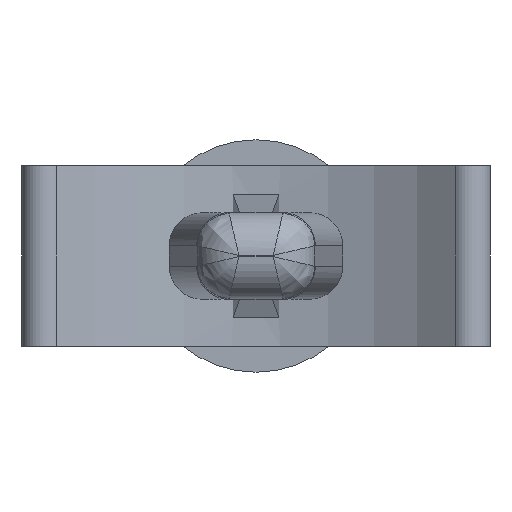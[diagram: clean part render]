
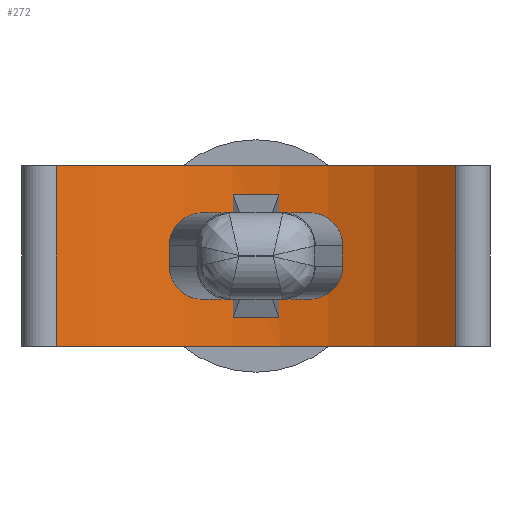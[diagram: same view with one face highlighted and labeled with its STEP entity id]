
A CAD part, front view. The second image highlights one B-rep face of the part: STEP entity #272.
In plain terms, the highlighted cylindrical face has radius 9.14 mm (diameter 18.28 mm), a partial arc.
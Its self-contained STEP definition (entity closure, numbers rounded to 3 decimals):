
#272 = ADVANCED_FACE( '', ( #616, #617 ), #618, .F. );
#616 = FACE_OUTER_BOUND( '', #1297, .T. );
#617 = FACE_BOUND( '', #1298, .T. );
#618 = CYLINDRICAL_SURFACE( '', #1299, 9.14 );
#1297 = EDGE_LOOP( '', ( #2677, #2678, #2679, #2680 ) );
#1298 = EDGE_LOOP( '', ( #2681, #2682, #2683, #2684 ) );
#1299 = AXIS2_PLACEMENT_3D( '', #2685, #2686, #2687 );
#2677 = ORIENTED_EDGE( '', *, *, #3342, .T. );
#2678 = ORIENTED_EDGE( '', *, *, #3611, .F. );
#2679 = ORIENTED_EDGE( '', *, *, #3606, .F. );
#2680 = ORIENTED_EDGE( '', *, *, #3612, .T. );
#2681 = ORIENTED_EDGE( '', *, *, #3613, .T. );
#2682 = ORIENTED_EDGE( '', *, *, #3614, .T. );
#2683 = ORIENTED_EDGE( '', *, *, #3510, .T. );
#2684 = ORIENTED_EDGE( '', *, *, #3455, .T. );
#2685 = CARTESIAN_POINT( '', ( 0., -12.315, 2.75 ) );
#2686 = DIRECTION( '', ( 0., 0., 1. ) );
#2687 = DIRECTION( '', ( -1., 0., 0. ) );
#3342 = EDGE_CURVE( '', #3818, #3816, #3819, .T. );
#3455 = EDGE_CURVE( '', #4012, #4013, #4014, .F. );
#3510 = EDGE_CURVE( '', #4098, #4012, #4099, .T. );
#3606 = EDGE_CURVE( '', #4236, #4238, #4239, .T. );
#3611 = EDGE_CURVE( '', #4238, #3816, #4246, .T. );
#3612 = EDGE_CURVE( '', #4236, #3818, #4247, .T. );
#3613 = EDGE_CURVE( '', #4013, #4248, #4249, .T. );
#3614 = EDGE_CURVE( '', #4248, #4098, #4250, .T. );
#3816 = VERTEX_POINT( '', #4493 );
#3818 = VERTEX_POINT( '', #4495 );
#3819 = CIRCLE( '', #4496, 9.14 );
#4012 = VERTEX_POINT( '', #4753 );
#4013 = VERTEX_POINT( '', #4754 );
#4014 = LINE( '', #4755, #4756 );
#4098 = VERTEX_POINT( '', #4868 );
#4099 = CIRCLE( '', #4869, 9.14 );
#4236 = VERTEX_POINT( '', #5057 );
#4238 = VERTEX_POINT( '', #5059 );
#4239 = CIRCLE( '', #5060, 9.14 );
#4246 = LINE( '', #5068, #5069 );
#4247 = LINE( '', #5070, #5071 );
#4248 = VERTEX_POINT( '', #5072 );
#4249 = CIRCLE( '', #5073, 9.14 );
#4250 = LINE( '', #5074, #5075 );
#4493 = CARTESIAN_POINT( '', ( 6.107, -5.515, -2.75 ) );
#4495 = CARTESIAN_POINT( '', ( -6.107, -5.515, -2.75 ) );
#4496 = AXIS2_PLACEMENT_3D( '', #5365, #5366, #5367 );
#4753 = CARTESIAN_POINT( '', ( -0.7, -3.202, -1.875 ) );
#4754 = CARTESIAN_POINT( '', ( -0.7, -3.202, 1.875 ) );
#4755 = CARTESIAN_POINT( '', ( -0.7, -3.202, 2.75 ) );
#4756 = VECTOR( '', #5516, 1000. );
#4868 = CARTESIAN_POINT( '', ( 0.7, -3.202, -1.875 ) );
#4869 = AXIS2_PLACEMENT_3D( '', #5587, #5588, #5589 );
#5057 = CARTESIAN_POINT( '', ( -6.107, -5.515, 2.75 ) );
#5059 = CARTESIAN_POINT( '', ( 6.107, -5.515, 2.75 ) );
#5060 = AXIS2_PLACEMENT_3D( '', #5707, #5708, #5709 );
#5068 = CARTESIAN_POINT( '', ( 6.107, -5.515, 2.75 ) );
#5069 = VECTOR( '', #5717, 1000. );
#5070 = CARTESIAN_POINT( '', ( -6.107, -5.515, 2.75 ) );
#5071 = VECTOR( '', #5718, 1000. );
#5072 = CARTESIAN_POINT( '', ( 0.7, -3.202, 1.875 ) );
#5073 = AXIS2_PLACEMENT_3D( '', #5719, #5720, #5721 );
#5074 = CARTESIAN_POINT( '', ( 0.7, -3.202, 2.75 ) );
#5075 = VECTOR( '', #5722, 1000. );
#5365 = CARTESIAN_POINT( '', ( 0., -12.315, -2.75 ) );
#5366 = DIRECTION( '', ( 0., 0., -1. ) );
#5367 = DIRECTION( '', ( 1., 0., 0. ) );
#5516 = DIRECTION( '', ( 0., 0., -1. ) );
#5587 = CARTESIAN_POINT( '', ( 0., -12.315, -1.875 ) );
#5588 = DIRECTION( '', ( 0., 0., 1. ) );
#5589 = DIRECTION( '', ( 1., 0., 0. ) );
#5707 = CARTESIAN_POINT( '', ( 0., -12.315, 2.75 ) );
#5708 = DIRECTION( '', ( 0., 0., -1. ) );
#5709 = DIRECTION( '', ( 1., 0., 0. ) );
#5717 = DIRECTION( '', ( 0., 0., -1. ) );
#5718 = DIRECTION( '', ( 0., 0., -1. ) );
#5719 = CARTESIAN_POINT( '', ( 0., -12.315, 1.875 ) );
#5720 = DIRECTION( '', ( 0., 0., -1. ) );
#5721 = DIRECTION( '', ( -1., 0., 0. ) );
#5722 = DIRECTION( '', ( 0., 0., -1. ) );
